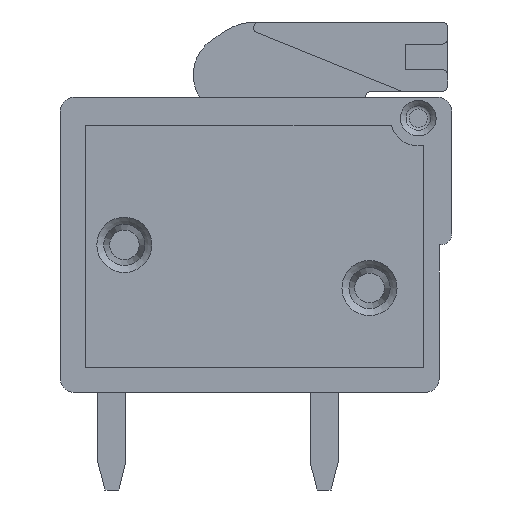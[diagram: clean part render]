
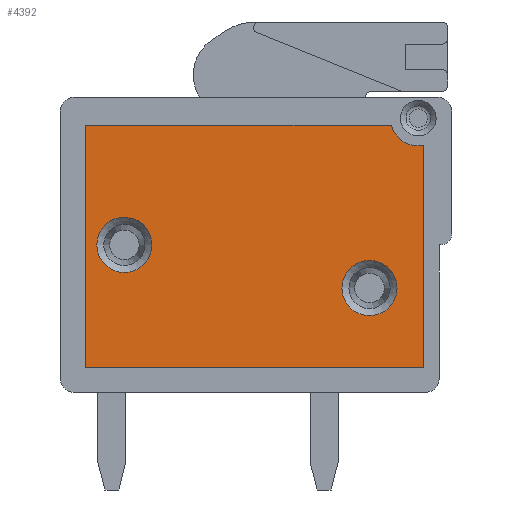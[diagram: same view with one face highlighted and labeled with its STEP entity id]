
A CAD part, left-side view. The second image highlights one B-rep face of the part: STEP entity #4392.
In plain terms, the highlighted face is planar.
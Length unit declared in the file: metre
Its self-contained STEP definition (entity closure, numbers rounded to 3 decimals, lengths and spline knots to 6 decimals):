
#196=CIRCLE('',#4805,0.00099);
#197=CIRCLE('',#4806,0.00099);
#198=CIRCLE('',#4807,0.001);
#510=ORIENTED_EDGE('',*,*,#1642,.F.);
#511=ORIENTED_EDGE('',*,*,#1643,.F.);
#512=ORIENTED_EDGE('',*,*,#1644,.T.);
#513=ORIENTED_EDGE('',*,*,#1645,.T.);
#514=ORIENTED_EDGE('',*,*,#1646,.T.);
#515=ORIENTED_EDGE('',*,*,#1647,.T.);
#516=ORIENTED_EDGE('',*,*,#1648,.T.);
#1642=EDGE_CURVE('',#2227,#2227,#196,.T.);
#1643=EDGE_CURVE('',#2228,#2228,#197,.T.);
#1644=EDGE_CURVE('',#2229,#2230,#198,.T.);
#1645=EDGE_CURVE('',#2230,#2231,#2659,.T.);
#1646=EDGE_CURVE('',#2231,#2232,#2660,.T.);
#1647=EDGE_CURVE('',#2232,#2233,#2661,.T.);
#1648=EDGE_CURVE('',#2233,#2229,#2662,.T.);
#2227=VERTEX_POINT('',#6592);
#2228=VERTEX_POINT('',#6594);
#2229=VERTEX_POINT('',#6596);
#2230=VERTEX_POINT('',#6597);
#2231=VERTEX_POINT('',#6599);
#2232=VERTEX_POINT('',#6601);
#2233=VERTEX_POINT('',#6603);
#2659=LINE('',#6598,#3192);
#2660=LINE('',#6600,#3193);
#2661=LINE('',#6602,#3194);
#2662=LINE('',#6604,#3195);
#3192=VECTOR('',#5348,1.);
#3193=VECTOR('',#5349,1.);
#3194=VECTOR('',#5350,1.);
#3195=VECTOR('',#5351,1.);
#3660=EDGE_LOOP('',(#510));
#3661=EDGE_LOOP('',(#511));
#3662=EDGE_LOOP('',(#512,#513,#514,#515,#516));
#3932=FACE_BOUND('',#3660,.T.);
#3933=FACE_BOUND('',#3661,.T.);
#3934=FACE_BOUND('',#3662,.T.);
#4191=PLANE('',#4804);
#4392=ADVANCED_FACE('',(#3932,#3933,#3934),#4191,.T.);
#4804=AXIS2_PLACEMENT_3D('',#6590,#5340,#5341);
#4805=AXIS2_PLACEMENT_3D('',#6591,#5342,#5343);
#4806=AXIS2_PLACEMENT_3D('',#6593,#5344,#5345);
#4807=AXIS2_PLACEMENT_3D('',#6595,#5346,#5347);
#5340=DIRECTION('',(0.,0.,-1.));
#5341=DIRECTION('',(1.,0.,0.));
#5342=DIRECTION('',(0.,0.,-1.));
#5343=DIRECTION('',(1.,0.,0.));
#5344=DIRECTION('',(0.,0.,-1.));
#5345=DIRECTION('',(1.,0.,0.));
#5346=DIRECTION('',(0.,0.,1.));
#5347=DIRECTION('',(-0.2,-0.98,0.));
#5348=DIRECTION('',(1.,0.,0.));
#5349=DIRECTION('',(0.,-1.,0.));
#5350=DIRECTION('',(-1.,0.,0.));
#5351=DIRECTION('',(0.,1.,0.));
#6590=CARTESIAN_POINT('',(0.,0.,-0.00498));
#6591=CARTESIAN_POINT('',(-0.0023,-0.0053,-0.00498));
#6592=CARTESIAN_POINT('',(-0.00131,-0.0053,-0.00498));
#6593=CARTESIAN_POINT('',(-0.0111,-0.00685,-0.00498));
#6594=CARTESIAN_POINT('',(-0.01011,-0.00685,-0.00498));
#6595=CARTESIAN_POINT('',(-0.01285,-0.00075,-0.00498));
#6596=CARTESIAN_POINT('',(-0.01305,-0.00173,-0.00498));
#6597=CARTESIAN_POINT('',(-0.011882,-0.001,-0.00498));
#6598=CARTESIAN_POINT('',(-0.011882,-0.001,-0.00498));
#6599=CARTESIAN_POINT('',(-0.0009,-0.001,-0.00498));
#6600=CARTESIAN_POINT('',(-0.0009,-0.001,-0.00498));
#6601=CARTESIAN_POINT('',(-0.0009,-0.0097,-0.00498));
#6602=CARTESIAN_POINT('',(-0.0009,-0.0097,-0.00498));
#6603=CARTESIAN_POINT('',(-0.01305,-0.0097,-0.00498));
#6604=CARTESIAN_POINT('',(-0.01305,-0.0097,-0.00498));
